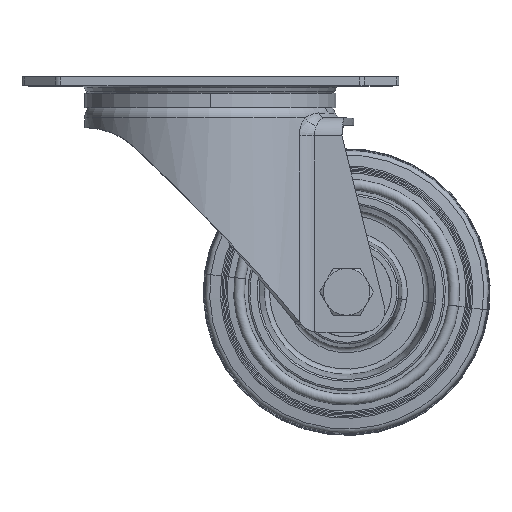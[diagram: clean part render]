
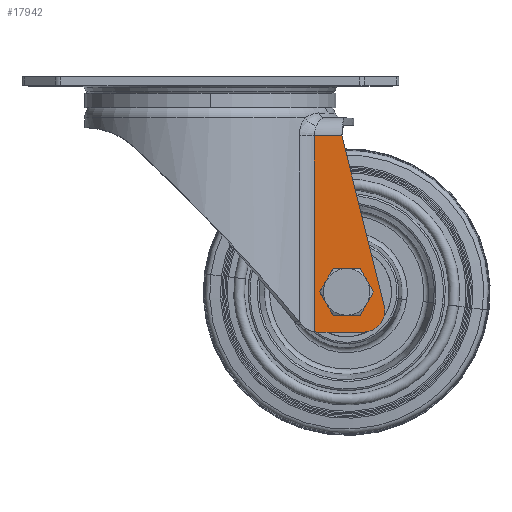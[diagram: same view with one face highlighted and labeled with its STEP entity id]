
A CAD part, top view. The second image highlights one B-rep face of the part: STEP entity #17942.
In plain terms, the highlighted planar face has unit normal (0, 0, 1).
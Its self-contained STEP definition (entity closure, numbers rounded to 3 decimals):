
#599 = CARTESIAN_POINT ( 'NONE',  ( 28.983, -71.113, 23. ) ) ;
#601 = CARTESIAN_POINT ( 'NONE',  ( 33.9, -60., 23. ) ) ;
#954 = CARTESIAN_POINT ( 'NONE',  ( 42.597, -71.2, 23. ) ) ;
#1651 = EDGE_LOOP ( 'NONE', ( #7825, #11567 ) ) ;
#1750 = B_SPLINE_CURVE_WITH_KNOTS ( 'NONE', 3,
 ( #11108, #15484, #13964, #599 ),
 .UNSPECIFIED., .F., .F.,
 ( 4, 4 ),
 ( 0., 1. ),
 .UNSPECIFIED. ) ;
#2247 = AXIS2_PLACEMENT_3D ( 'NONE', #2298, #6816, #17486 ) ;
#2253 = CARTESIAN_POINT ( 'NONE',  ( 38., -60., 23. ) ) ;
#2298 = CARTESIAN_POINT ( 'NONE',  ( 114., -11.5, 23. ) ) ;
#2352 = VECTOR ( 'NONE', #3351, 1000. ) ;
#3351 = DIRECTION ( 'NONE',  ( 1., 0., 0. ) ) ;
#3391 = CIRCLE ( 'NONE', #12499, 6. ) ;
#3497 = CARTESIAN_POINT ( 'NONE',  ( 42.597, -65.2, 23. ) ) ;
#3564 = VERTEX_POINT ( 'NONE', #16776 ) ;
#3762 = FACE_OUTER_BOUND ( 'NONE', #19453, .T. ) ;
#4219 = VERTEX_POINT ( 'NONE', #9866 ) ;
#4356 = CARTESIAN_POINT ( 'NONE',  ( 34.086, -16.5, 23. ) ) ;
#4366 = ORIENTED_EDGE ( 'NONE', *, *, #13310, .F. ) ;
#4501 = DIRECTION ( 'NONE',  ( -1., 0., 0. ) ) ;
#4848 = LINE ( 'NONE', #13801, #2352 ) ;
#5070 = CIRCLE ( 'NONE', #9798, 4.1 ) ;
#5798 = CARTESIAN_POINT ( 'NONE',  ( 31.534, -16.5, 23. ) ) ;
#5906 = CARTESIAN_POINT ( 'NONE',  ( 28.983, -16.5, 23. ) ) ;
#6022 = EDGE_CURVE ( 'NONE', #10635, #19008, #5070, .T. ) ;
#6195 = DIRECTION ( 'NONE',  ( 0., -1., 0. ) ) ;
#6595 = ORIENTED_EDGE ( 'NONE', *, *, #8782, .T. ) ;
#6816 = DIRECTION ( 'NONE',  ( 0., 0., 1. ) ) ;
#7811 = EDGE_CURVE ( 'NONE', #4219, #3564, #10420, .T. ) ;
#7825 = ORIENTED_EDGE ( 'NONE', *, *, #6022, .F. ) ;
#8328 = VERTEX_POINT ( 'NONE', #13744 ) ;
#8782 = EDGE_CURVE ( 'NONE', #8328, #12297, #15414, .T. ) ;
#9139 = DIRECTION ( 'NONE',  ( 0., 0., 1. ) ) ;
#9798 = AXIS2_PLACEMENT_3D ( 'NONE', #10899, #9139, #15165 ) ;
#9838 = CARTESIAN_POINT ( 'NONE',  ( 36.638, -16.5, 23. ) ) ;
#9866 = CARTESIAN_POINT ( 'NONE',  ( 30., -71.2, 23. ) ) ;
#10221 = DIRECTION ( 'NONE',  ( 0., 0., 1. ) ) ;
#10420 = CIRCLE ( 'NONE', #19276, 6. ) ;
#10635 = VERTEX_POINT ( 'NONE', #19085 ) ;
#10899 = CARTESIAN_POINT ( 'NONE',  ( 38., -60., 23. ) ) ;
#11108 = CARTESIAN_POINT ( 'NONE',  ( 28.983, -16.5, 23. ) ) ;
#11567 = ORIENTED_EDGE ( 'NONE', *, *, #19034, .F. ) ;
#11689 = EDGE_CURVE ( 'NONE', #12297, #3564, #1750, .T. ) ;
#11818 = CARTESIAN_POINT ( 'NONE',  ( 36.638, -16.5, 23. ) ) ;
#12000 = DIRECTION ( 'NONE',  ( 0., 0., -1. ) ) ;
#12056 = CARTESIAN_POINT ( 'NONE',  ( 48.419, -63.748, 23. ) ) ;
#12150 = DIRECTION ( 'NONE',  ( 0.97, 0.242, 0. ) ) ;
#12297 = VERTEX_POINT ( 'NONE', #12686 ) ;
#12499 = AXIS2_PLACEMENT_3D ( 'NONE', #3497, #18315, #12150 ) ;
#12686 = CARTESIAN_POINT ( 'NONE',  ( 28.983, -16.5, 23. ) ) ;
#13310 = EDGE_CURVE ( 'NONE', #17564, #13376, #3391, .T. ) ;
#13376 = VERTEX_POINT ( 'NONE', #954 ) ;
#13744 = CARTESIAN_POINT ( 'NONE',  ( 36.638, -16.5, 23. ) ) ;
#13801 = CARTESIAN_POINT ( 'NONE',  ( 30., -71.2, 23. ) ) ;
#13884 = LINE ( 'NONE', #9838, #18121 ) ;
#13964 = CARTESIAN_POINT ( 'NONE',  ( 28.983, -52.909, 23. ) ) ;
#14313 = FACE_BOUND ( 'NONE', #1651, .T. ) ;
#15165 = DIRECTION ( 'NONE',  ( 1., 0., 0. ) ) ;
#15414 = B_SPLINE_CURVE_WITH_KNOTS ( 'NONE', 3,
 ( #11818, #4356, #5798, #5906 ),
 .UNSPECIFIED., .F., .F.,
 ( 4, 4 ),
 ( 0., 1. ),
 .UNSPECIFIED. ) ;
#15484 = CARTESIAN_POINT ( 'NONE',  ( 28.983, -34.704, 23. ) ) ;
#15795 = ORIENTED_EDGE ( 'NONE', *, *, #18686, .T. ) ;
#16571 = CARTESIAN_POINT ( 'NONE',  ( 30., -65.2, 23. ) ) ;
#16776 = CARTESIAN_POINT ( 'NONE',  ( 28.983, -71.113, 23. ) ) ;
#17004 = ORIENTED_EDGE ( 'NONE', *, *, #18492, .F. ) ;
#17041 = ORIENTED_EDGE ( 'NONE', *, *, #11689, .T. ) ;
#17102 = PLANE ( 'NONE',  #2247 ) ;
#17201 = CIRCLE ( 'NONE', #17837, 4.1 ) ;
#17486 = DIRECTION ( 'NONE',  ( 1., 0., 0. ) ) ;
#17564 = VERTEX_POINT ( 'NONE', #12056 ) ;
#17837 = AXIS2_PLACEMENT_3D ( 'NONE', #2253, #10221, #4501 ) ;
#17942 = ADVANCED_FACE ( 'NONE', ( #14313, #3762 ), #17102, .T. ) ;
#18121 = VECTOR ( 'NONE', #18449, 1000. ) ;
#18315 = DIRECTION ( 'NONE',  ( 0., 0., -1. ) ) ;
#18449 = DIRECTION ( 'NONE',  ( 0.242, -0.97, 0. ) ) ;
#18492 = EDGE_CURVE ( 'NONE', #8328, #17564, #13884, .T. ) ;
#18686 = EDGE_CURVE ( 'NONE', #4219, #13376, #4848, .T. ) ;
#19008 = VERTEX_POINT ( 'NONE', #601 ) ;
#19034 = EDGE_CURVE ( 'NONE', #19008, #10635, #17201, .T. ) ;
#19085 = CARTESIAN_POINT ( 'NONE',  ( 42.1, -60., 23. ) ) ;
#19134 = ORIENTED_EDGE ( 'NONE', *, *, #7811, .F. ) ;
#19276 = AXIS2_PLACEMENT_3D ( 'NONE', #16571, #12000, #6195 ) ;
#19453 = EDGE_LOOP ( 'NONE', ( #15795, #4366, #17004, #6595, #17041, #19134 ) ) ;
